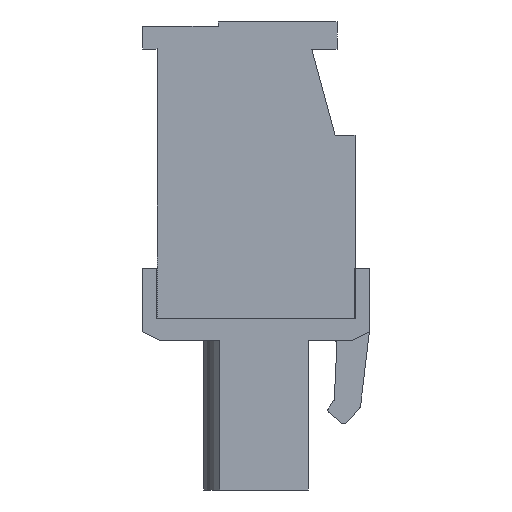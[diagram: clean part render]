
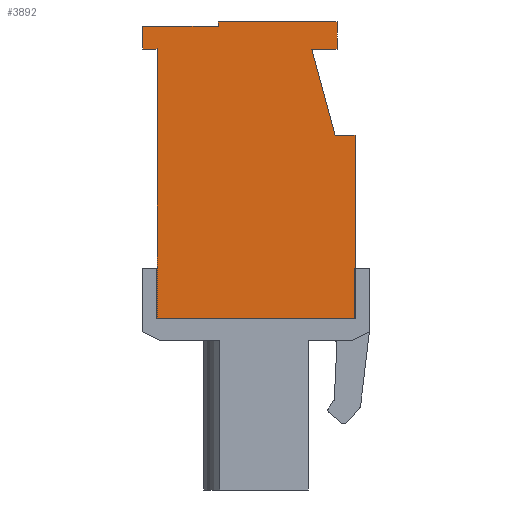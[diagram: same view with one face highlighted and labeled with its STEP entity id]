
A CAD part, left-side view. The second image highlights one B-rep face of the part: STEP entity #3892.
In plain terms, the highlighted planar face has unit normal (-1, 0, 0).
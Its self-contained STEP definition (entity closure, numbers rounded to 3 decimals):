
#3892 = ADVANCED_FACE( '', ( #8903 ), #8904, .T. );
#8903 = FACE_OUTER_BOUND( '', #15399, .T. );
#8904 = PLANE( '', #15400 );
#15399 = EDGE_LOOP( '', ( #25527, #25528, #25529, #25530, #25531, #25532, #25533, #25534, #25535, #25536, #25537, #25538 ) );
#15400 = AXIS2_PLACEMENT_3D( '', #25539, #25540, #25541 );
#25527 = ORIENTED_EDGE( '', *, *, #42863, .T. );
#25528 = ORIENTED_EDGE( '', *, *, #42864, .T. );
#25529 = ORIENTED_EDGE( '', *, *, #42865, .T. );
#25530 = ORIENTED_EDGE( '', *, *, #39895, .T. );
#25531 = ORIENTED_EDGE( '', *, *, #39865, .T. );
#25532 = ORIENTED_EDGE( '', *, *, #42866, .T. );
#25533 = ORIENTED_EDGE( '', *, *, #42867, .T. );
#25534 = ORIENTED_EDGE( '', *, *, #42868, .T. );
#25535 = ORIENTED_EDGE( '', *, *, #42869, .T. );
#25536 = ORIENTED_EDGE( '', *, *, #42870, .T. );
#25537 = ORIENTED_EDGE( '', *, *, #39914, .T. );
#25538 = ORIENTED_EDGE( '', *, *, #42871, .T. );
#25539 = CARTESIAN_POINT( '', ( -48.26, 0., 0. ) );
#25540 = DIRECTION( '', ( -1., 0., 0. ) );
#25541 = DIRECTION( '', ( 0., 0., 1. ) );
#39865 = EDGE_CURVE( '', #47847, #47848, #47849, .T. );
#39895 = EDGE_CURVE( '', #47901, #47847, #47902, .T. );
#39914 = EDGE_CURVE( '', #47934, #47935, #47936, .T. );
#42863 = EDGE_CURVE( '', #52918, #52919, #52920, .T. );
#42864 = EDGE_CURVE( '', #52919, #52921, #52922, .T. );
#42865 = EDGE_CURVE( '', #52921, #47901, #52923, .T. );
#42866 = EDGE_CURVE( '', #47848, #52924, #52925, .T. );
#42867 = EDGE_CURVE( '', #52924, #52926, #52927, .T. );
#42868 = EDGE_CURVE( '', #52926, #52928, #52929, .T. );
#42869 = EDGE_CURVE( '', #52928, #52930, #52931, .T. );
#42870 = EDGE_CURVE( '', #52930, #47934, #52932, .T. );
#42871 = EDGE_CURVE( '', #47935, #52918, #52933, .T. );
#47847 = VERTEX_POINT( '', #59574 );
#47848 = VERTEX_POINT( '', #59575 );
#47849 = LINE( '', #59576, #59577 );
#47901 = VERTEX_POINT( '', #59650 );
#47902 = LINE( '', #59651, #59652 );
#47934 = VERTEX_POINT( '', #59698 );
#47935 = VERTEX_POINT( '', #59699 );
#47936 = LINE( '', #59700, #59701 );
#52918 = VERTEX_POINT( '', #66944 );
#52919 = VERTEX_POINT( '', #66945 );
#52920 = LINE( '', #66946, #66947 );
#52921 = VERTEX_POINT( '', #66948 );
#52922 = LINE( '', #66949, #66950 );
#52923 = LINE( '', #66951, #66952 );
#52924 = VERTEX_POINT( '', #66953 );
#52925 = LINE( '', #66954, #66955 );
#52926 = VERTEX_POINT( '', #66956 );
#52927 = LINE( '', #66957, #66958 );
#52928 = VERTEX_POINT( '', #66959 );
#52929 = LINE( '', #66960, #66961 );
#52930 = VERTEX_POINT( '', #66962 );
#52931 = LINE( '', #66963, #66964 );
#52932 = LINE( '', #66965, #66966 );
#52933 = LINE( '', #66967, #66968 );
#59574 = CARTESIAN_POINT( '', ( -48.26, 6.3, 8.75 ) );
#59575 = CARTESIAN_POINT( '', ( -48.26, 6.3, 7.5 ) );
#59576 = CARTESIAN_POINT( '', ( -48.26, 6.3, 8.75 ) );
#59577 = VECTOR( '', #75981, 1000. );
#59650 = CARTESIAN_POINT( '', ( -48.26, 2.1, 8.75 ) );
#59651 = CARTESIAN_POINT( '', ( -48.26, 2.1, 8.75 ) );
#59652 = VECTOR( '', #76009, 1000. );
#59698 = CARTESIAN_POINT( '', ( -48.26, -4.4, 2.7 ) );
#59699 = CARTESIAN_POINT( '', ( -48.26, -3.1, 7.5 ) );
#59700 = CARTESIAN_POINT( '', ( -48.26, -4.4, 2.7 ) );
#59701 = VECTOR( '', #76024, 1000. );
#66944 = CARTESIAN_POINT( '', ( -48.26, -4.5, 7.5 ) );
#66945 = CARTESIAN_POINT( '', ( -48.26, -4.5, 9. ) );
#66946 = CARTESIAN_POINT( '', ( -48.26, -4.5, 7.5 ) );
#66947 = VECTOR( '', #78685, 1000. );
#66948 = CARTESIAN_POINT( '', ( -48.26, 2.1, 9. ) );
#66949 = CARTESIAN_POINT( '', ( -48.26, -4.5, 9. ) );
#66950 = VECTOR( '', #78686, 1000. );
#66951 = CARTESIAN_POINT( '', ( -48.26, 2.1, 9. ) );
#66952 = VECTOR( '', #78687, 1000. );
#66953 = CARTESIAN_POINT( '', ( -48.26, 5.5, 7.5 ) );
#66954 = CARTESIAN_POINT( '', ( -48.26, 6.3, 7.5 ) );
#66955 = VECTOR( '', #78688, 1000. );
#66956 = CARTESIAN_POINT( '', ( -48.26, 5.5, -7.5 ) );
#66957 = CARTESIAN_POINT( '', ( -48.26, 5.5, 7.5 ) );
#66958 = VECTOR( '', #78689, 1000. );
#66959 = CARTESIAN_POINT( '', ( -48.26, -5.5, -7.5 ) );
#66960 = CARTESIAN_POINT( '', ( -48.26, 5.5, -7.5 ) );
#66961 = VECTOR( '', #78690, 1000. );
#66962 = CARTESIAN_POINT( '', ( -48.26, -5.5, 2.7 ) );
#66963 = CARTESIAN_POINT( '', ( -48.26, -5.5, -7.5 ) );
#66964 = VECTOR( '', #78691, 1000. );
#66965 = CARTESIAN_POINT( '', ( -48.26, -5.5, 2.7 ) );
#66966 = VECTOR( '', #78692, 1000. );
#66967 = CARTESIAN_POINT( '', ( -48.26, -3.1, 7.5 ) );
#66968 = VECTOR( '', #78693, 1000. );
#75981 = DIRECTION( '', ( 0., 0., -1. ) );
#76009 = DIRECTION( '', ( 0., 1., 0. ) );
#76024 = DIRECTION( '', ( 0., 0.261, 0.965 ) );
#78685 = DIRECTION( '', ( 0., 0., 1. ) );
#78686 = DIRECTION( '', ( 0., 1., 0. ) );
#78687 = DIRECTION( '', ( 0., 0., -1. ) );
#78688 = DIRECTION( '', ( 0., -1., 0. ) );
#78689 = DIRECTION( '', ( 0., 0., -1. ) );
#78690 = DIRECTION( '', ( 0., -1., 0. ) );
#78691 = DIRECTION( '', ( 0., 0., 1. ) );
#78692 = DIRECTION( '', ( 0., 1., 0. ) );
#78693 = DIRECTION( '', ( 0., -1., 0. ) );
